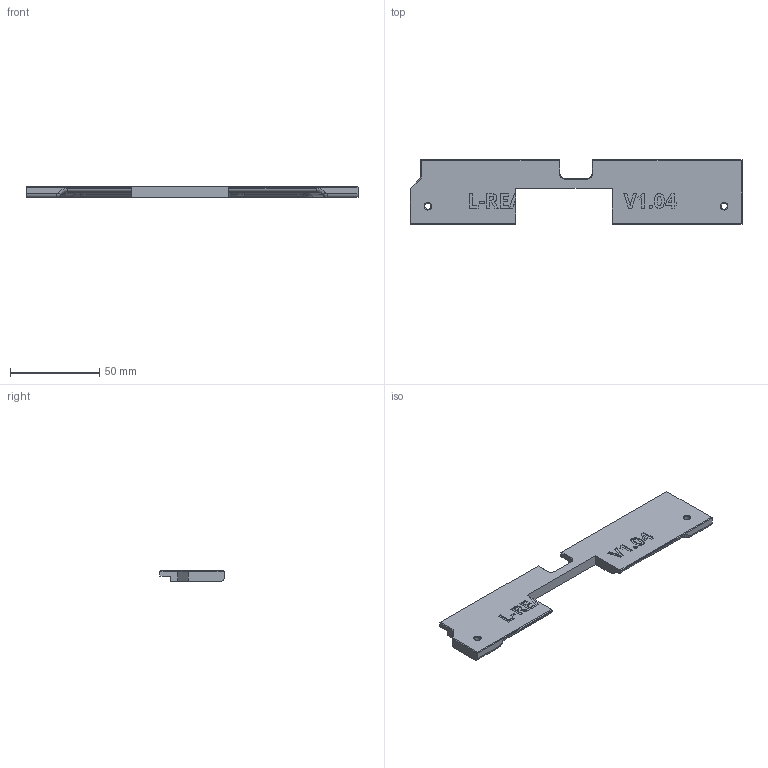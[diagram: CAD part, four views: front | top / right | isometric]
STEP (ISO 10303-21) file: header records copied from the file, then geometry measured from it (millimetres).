
FILE_DESCRIPTION(/* description */ (''),/* implementation_level */ '2;1');
FILE_NAME(/* name */ 'L-REAR v1.step',/* time_stamp */ '2024-08-19T22:41:18-05:00',/* author */ (''),/* organization */ (''),/* preprocessor_version */ 'ST-DEVELOPER v20',/* originating_system */ 'Autodesk Translation Framework v13.14.0.145',/* authorisation */ '');
FILE_SCHEMA (('AUTOMOTIVE_DESIGN { 1 0 10303 214 3 1 1 }'));
Length unit declared in the file: millimetre
Products named in the file (1): L-REAR
Bounding box: 186 x 36 x 6 mm (x, y, z)
Volume: 24703.6 mm3; surface area: 13604.3 mm2
Topology: 1 solids, 1 shells, 209 faces, 537 edges, 346 vertices
Faces by surface type: plane 120, bspline 49, cylinder 25, cone 8, torus 7
Full cylindrical faces by diameter (mm): 3.4 x2, 6.3 x2, 7 x2
Entity records: 6838 total; most frequent: CARTESIAN_POINT 1968, ORIENTED_EDGE 1074, DIRECTION 849, EDGE_CURVE 537, LINE 371, VECTOR 371, VERTEX_POINT 346, AXIS2_PLACEMENT_3D 239
